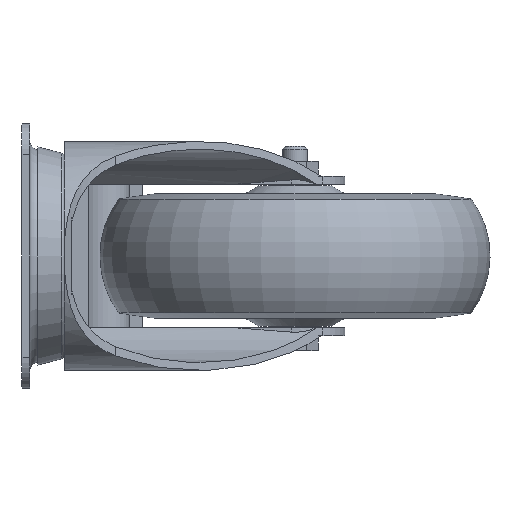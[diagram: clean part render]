
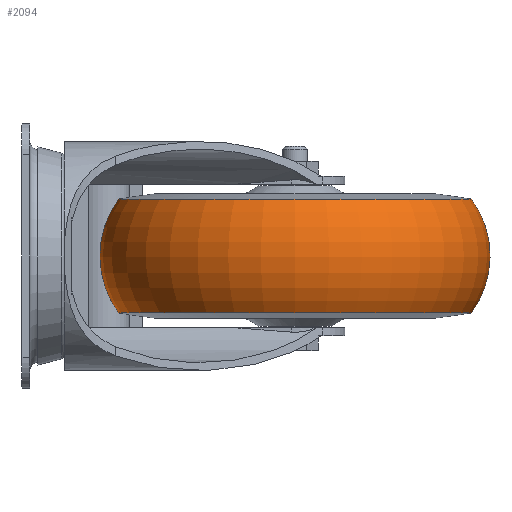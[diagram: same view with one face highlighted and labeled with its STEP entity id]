
A CAD part, left-side view. The second image highlights one B-rep face of the part: STEP entity #2094.
In plain terms, the highlighted toroidal (fillet/blend) face has major radius 31.5 mm and minor radius 31 mm.
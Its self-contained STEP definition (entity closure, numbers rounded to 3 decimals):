
#20=TOROIDAL_SURFACE('',#2288,31.5,31.);
#136=CIRCLE('',#2287,56.559);
#137=CIRCLE('',#2289,56.559);
#519=ORIENTED_EDGE('',*,*,#953,.T.);
#520=ORIENTED_EDGE('',*,*,#954,.F.);
#953=EDGE_CURVE('',#1187,#1187,#136,.T.);
#954=EDGE_CURVE('',#1188,#1188,#137,.T.);
#1187=VERTEX_POINT('',#3458);
#1188=VERTEX_POINT('',#3461);
#1717=EDGE_LOOP('',(#519));
#1718=EDGE_LOOP('',(#520));
#1880=FACE_BOUND('',#1717,.T.);
#1881=FACE_BOUND('',#1718,.T.);
#2094=ADVANCED_FACE('',(#1880,#1881),#20,.T.);
#2287=AXIS2_PLACEMENT_3D('',#3457,#2767,#2768);
#2288=AXIS2_PLACEMENT_3D('',#3459,#2769,#2770);
#2289=AXIS2_PLACEMENT_3D('',#3460,#2771,#2772);
#2767=DIRECTION('',(0.,0.,-1.));
#2768=DIRECTION('',(-1.,0.,0.));
#2769=DIRECTION('',(0.,0.,-1.));
#2770=DIRECTION('',(-1.,0.,0.));
#2771=DIRECTION('',(0.,0.,-1.));
#2772=DIRECTION('',(-1.,0.,0.));
#3457=CARTESIAN_POINT('',(0.,0.,18.25));
#3458=CARTESIAN_POINT('',(-56.559,0.,18.25));
#3459=CARTESIAN_POINT('',(0.,0.,0.));
#3460=CARTESIAN_POINT('',(0.,0.,-18.25));
#3461=CARTESIAN_POINT('',(-56.559,0.,-18.25));
